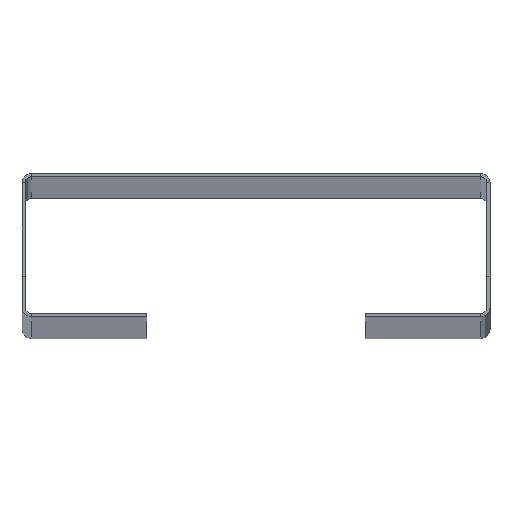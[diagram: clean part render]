
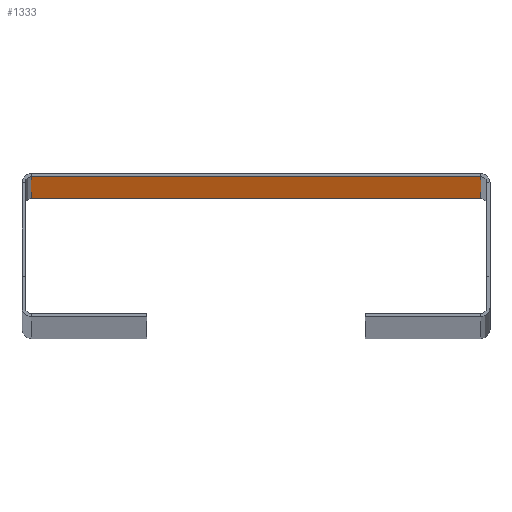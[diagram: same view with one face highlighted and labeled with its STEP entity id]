
A CAD part, top view. The second image highlights one B-rep face of the part: STEP entity #1333.
In plain terms, the highlighted planar face has unit normal (0, -1, 0).
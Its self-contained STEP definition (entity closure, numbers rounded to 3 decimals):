
#24 = CARTESIAN_POINT ( 'NONE',  ( 36., 17.5, 2100. ) ) ;
#71 = VECTOR ( 'NONE', #1841, 1000. ) ;
#87 = CARTESIAN_POINT ( 'NONE',  ( -36., 17.5, 0. ) ) ;
#211 = CARTESIAN_POINT ( 'NONE',  ( 36., 17.5, 2000. ) ) ;
#327 = DIRECTION ( 'NONE',  ( 0., 0., -1. ) ) ;
#351 = DIRECTION ( 'NONE',  ( 0., -1., 0. ) ) ;
#449 = VERTEX_POINT ( 'NONE', #1645 ) ;
#479 = FACE_OUTER_BOUND ( 'NONE', #910, .T. ) ;
#484 = CARTESIAN_POINT ( 'NONE',  ( -37.699, 17.5, 0. ) ) ;
#514 = AXIS2_PLACEMENT_3D ( 'NONE', #1691, #351, #327 ) ;
#585 = EDGE_CURVE ( 'NONE', #1059, #1803, #1523, .T. ) ;
#725 = VECTOR ( 'NONE', #1680, 1000. ) ;
#778 = VECTOR ( 'NONE', #1378, 1000. ) ;
#824 = LINE ( 'NONE', #1717, #1238 ) ;
#900 = CARTESIAN_POINT ( 'NONE',  ( 36., 17.5, 0. ) ) ;
#910 = EDGE_LOOP ( 'NONE', ( #1077, #1603, #1716, #982 ) ) ;
#912 = CARTESIAN_POINT ( 'NONE',  ( -37.699, 17.5, 2000. ) ) ;
#982 = ORIENTED_EDGE ( 'NONE', *, *, #1712, .F. ) ;
#1059 = VERTEX_POINT ( 'NONE', #87 ) ;
#1060 = LINE ( 'NONE', #24, #725 ) ;
#1077 = ORIENTED_EDGE ( 'NONE', *, *, #1737, .T. ) ;
#1232 = LINE ( 'NONE', #912, #71 ) ;
#1238 = VECTOR ( 'NONE', #1413, 1000. ) ;
#1333 = ADVANCED_FACE ( 'NONE', ( #479 ), #1845, .T. ) ;
#1378 = DIRECTION ( 'NONE',  ( 1., 0., 0. ) ) ;
#1388 = VERTEX_POINT ( 'NONE', #211 ) ;
#1413 = DIRECTION ( 'NONE',  ( 0., 0., 1. ) ) ;
#1437 = EDGE_CURVE ( 'NONE', #1059, #449, #824, .T. ) ;
#1523 = LINE ( 'NONE', #484, #778 ) ;
#1603 = ORIENTED_EDGE ( 'NONE', *, *, #1437, .F. ) ;
#1645 = CARTESIAN_POINT ( 'NONE',  ( -36., 17.5, 2000. ) ) ;
#1680 = DIRECTION ( 'NONE',  ( 0., 0., -1. ) ) ;
#1691 = CARTESIAN_POINT ( 'NONE',  ( -37.699, 17.5, 2100. ) ) ;
#1712 = EDGE_CURVE ( 'NONE', #1388, #1803, #1060, .T. ) ;
#1716 = ORIENTED_EDGE ( 'NONE', *, *, #585, .T. ) ;
#1717 = CARTESIAN_POINT ( 'NONE',  ( -36., 17.5, 2100. ) ) ;
#1737 = EDGE_CURVE ( 'NONE', #1388, #449, #1232, .T. ) ;
#1803 = VERTEX_POINT ( 'NONE', #900 ) ;
#1841 = DIRECTION ( 'NONE',  ( -1., 0., 0. ) ) ;
#1845 = PLANE ( 'NONE',  #514 ) ;
